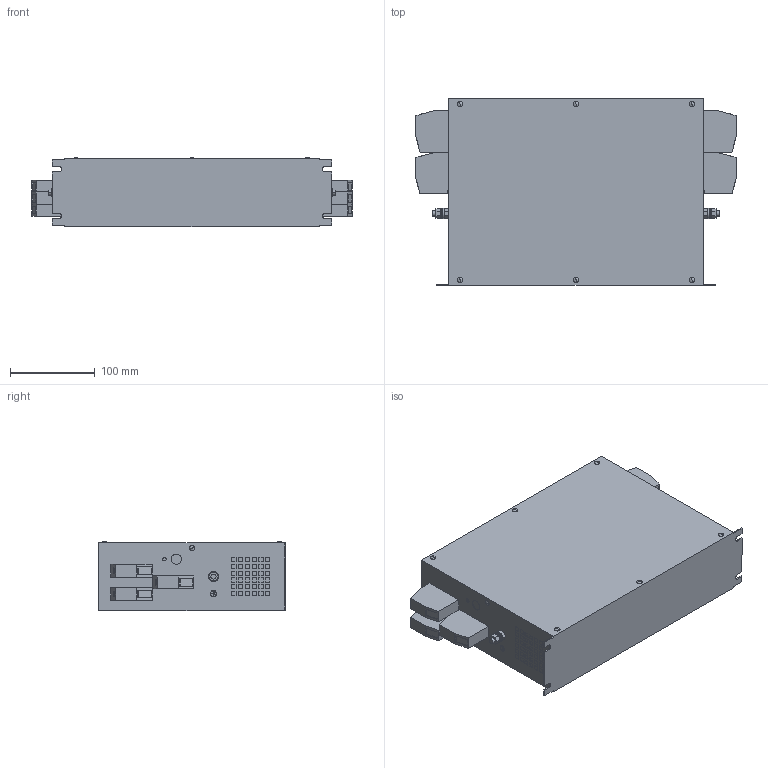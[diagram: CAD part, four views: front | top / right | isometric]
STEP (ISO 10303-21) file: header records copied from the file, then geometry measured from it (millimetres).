
FILE_DESCRIPTION (( 'STEP AP214' ), '1' );
FILE_NAME ('307199.STEP', '2024-06-03T11:42:37', ( '' ), ( '' ), 'SwSTEP 2.0', 'SolidWorks 2022', '' );
FILE_SCHEMA (( 'AUTOMOTIVE_DESIGN' ));
Length unit declared in the file: millimetre
Products named in the file (1): 307199
Bounding box: 377 x 220.05 x 81.37 mm (x, y, z)
Volume: 5441580.3 mm3; surface area: 251699.7 mm2
Topology: 1 solids, 3 shells, 1187 faces, 2854 edges, 1904 vertices
Faces by surface type: plane 1093, cylinder 78, sphere 16
Entity records: 33982 total; most frequent: CARTESIAN_POINT 5946, ORIENTED_EDGE 5708, DIRECTION 5414, EDGE_CURVE 2854, VECTOR 2670, LINE 2670, VERTEX_POINT 1904, EDGE_LOOP 1422
